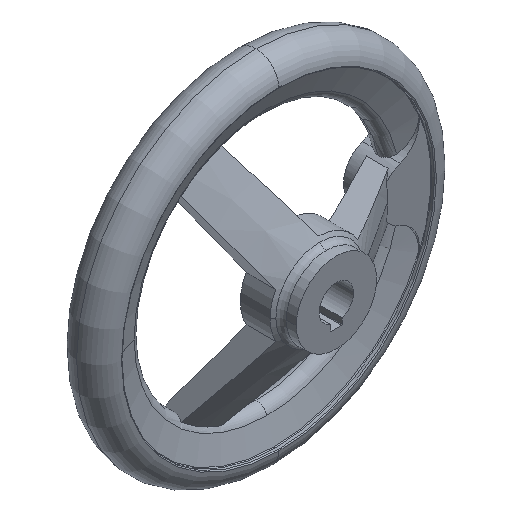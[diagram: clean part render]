
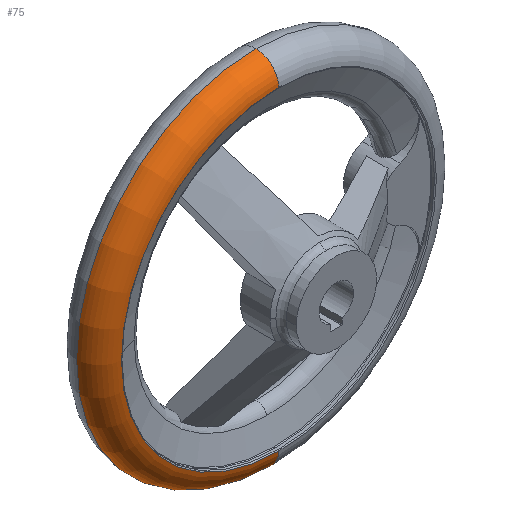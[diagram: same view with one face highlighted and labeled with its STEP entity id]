
A CAD part, isometric view. The second image highlights one B-rep face of the part: STEP entity #75.
In plain terms, the highlighted toroidal (fillet/blend) face has major radius 54.5 mm and minor radius 8 mm.
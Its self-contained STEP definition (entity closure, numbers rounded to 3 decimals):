
#75 = ADVANCED_FACE( '', ( #144 ), #145, .T. );
#144 = FACE_OUTER_BOUND( '', #282, .T. );
#145 = TOROIDAL_SURFACE( '', #283, 54.5, 8. );
#282 = EDGE_LOOP( '', ( #420, #421, #422, #423 ) );
#283 = AXIS2_PLACEMENT_3D( '', #424, #425, #426 );
#420 = ORIENTED_EDGE( '', *, *, #1044, .F. );
#421 = ORIENTED_EDGE( '', *, *, #1045, .T. );
#422 = ORIENTED_EDGE( '', *, *, #1046, .T. );
#423 = ORIENTED_EDGE( '', *, *, #1047, .T. );
#424 = CARTESIAN_POINT( '', ( 0., 28., 0. ) );
#425 = DIRECTION( '', ( 0., 1., 0. ) );
#426 = DIRECTION( '', ( 0., 0., 1. ) );
#1044 = EDGE_CURVE( '', #1254, #1255, #1256, .T. );
#1045 = EDGE_CURVE( '', #1254, #1257, #1258, .T. );
#1046 = EDGE_CURVE( '', #1257, #1259, #1260, .T. );
#1047 = EDGE_CURVE( '', #1259, #1255, #1261, .T. );
#1254 = VERTEX_POINT( '', #1602 );
#1255 = VERTEX_POINT( '', #1603 );
#1256 = CIRCLE( '', #1604, 62.5 );
#1257 = VERTEX_POINT( '', #1605 );
#1258 = CIRCLE( '', #1606, 8. );
#1259 = VERTEX_POINT( '', #1607 );
#1260 = CIRCLE( '', #1608, 54.833 );
#1261 = CIRCLE( '', #1609, 8. );
#1602 = CARTESIAN_POINT( '', ( 0., 28., -62.5 ) );
#1603 = CARTESIAN_POINT( '', ( 0., 28., 62.5 ) );
#1604 = AXIS2_PLACEMENT_3D( '', #2688, #2689, #2690 );
#1605 = CARTESIAN_POINT( '', ( 0., 20.007, -54.833 ) );
#1606 = AXIS2_PLACEMENT_3D( '', #2691, #2692, #2693 );
#1607 = CARTESIAN_POINT( '', ( 0., 20.007, 54.833 ) );
#1608 = AXIS2_PLACEMENT_3D( '', #2694, #2695, #2696 );
#1609 = AXIS2_PLACEMENT_3D( '', #2697, #2698, #2699 );
#2688 = CARTESIAN_POINT( '', ( 0., 28., 0. ) );
#2689 = DIRECTION( '', ( 0., 1., 0. ) );
#2690 = DIRECTION( '', ( 0., 0., 1. ) );
#2691 = CARTESIAN_POINT( '', ( 0., 28., -54.5 ) );
#2692 = DIRECTION( '', ( -1., 0., 0. ) );
#2693 = DIRECTION( '', ( 0., 0., -1. ) );
#2694 = CARTESIAN_POINT( '', ( 0., 20.007, 0. ) );
#2695 = DIRECTION( '', ( 0., 1., 0. ) );
#2696 = DIRECTION( '', ( 1., 0., 0. ) );
#2697 = CARTESIAN_POINT( '', ( 0., 28., 54.5 ) );
#2698 = DIRECTION( '', ( -1., 0., 0. ) );
#2699 = DIRECTION( '', ( 0., 0., 1. ) );
